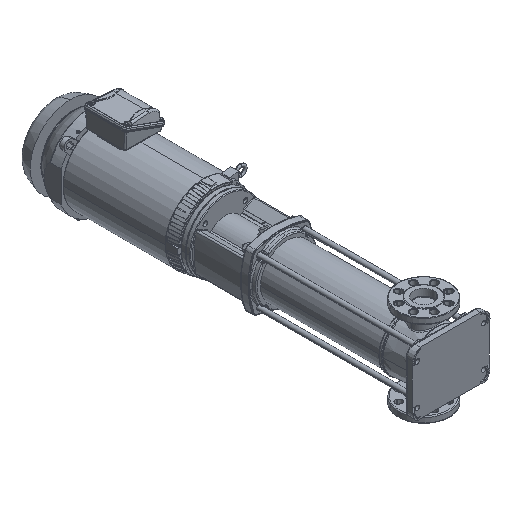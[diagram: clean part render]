
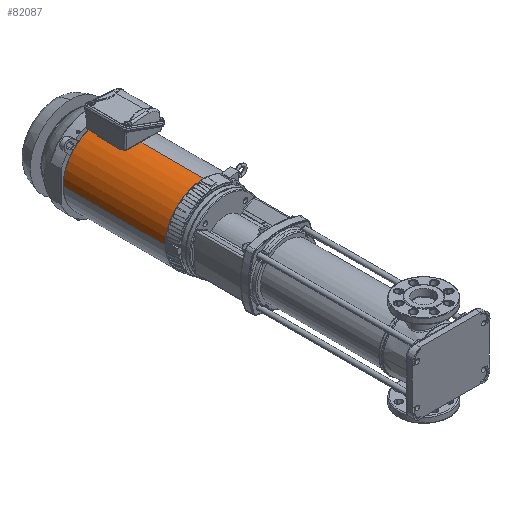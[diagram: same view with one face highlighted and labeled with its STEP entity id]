
A CAD part, isometric view. The second image highlights one B-rep face of the part: STEP entity #82087.
In plain terms, the highlighted cylindrical face has radius 124.3 mm (diameter 248.6 mm), a partial arc.
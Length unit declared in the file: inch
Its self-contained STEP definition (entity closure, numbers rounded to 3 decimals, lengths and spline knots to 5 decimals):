
#3260 = VERTEX_POINT ( 'NONE', #146833 ) ;
#12240 = CARTESIAN_POINT ( 'NONE',  ( 38.80377, -0.70914, 4.8937 ) ) ;
#18992 = CARTESIAN_POINT ( 'NONE',  ( 6.96633, -5.60284, 0.00085 ) ) ;
#20565 = ORIENTED_EDGE ( 'NONE', *, *, #91019, .T. ) ;
#25281 = DIRECTION ( 'NONE',  ( -1., 0., 0. ) ) ;
#27388 = DIRECTION ( 'NONE',  ( -1., 0., 0. ) ) ;
#33701 = DIRECTION ( 'NONE',  ( -1., 0., 0. ) ) ;
#36134 = AXIS2_PLACEMENT_3D ( 'NONE', #40515, #27388, #80817 ) ;
#36378 = CARTESIAN_POINT ( 'NONE',  ( 38.80377, -5.60284, 0.00085 ) ) ;
#37492 = CIRCLE ( 'NONE', #76728, 4.8937 ) ;
#40515 = CARTESIAN_POINT ( 'NONE',  ( 38.80377, -0.70914, 0. ) ) ;
#40756 = EDGE_CURVE ( 'NONE', #145985, #167492, #128757, .T. ) ;
#42242 = CARTESIAN_POINT ( 'NONE',  ( 6.96633, -0.70914, 4.8937 ) ) ;
#45984 = CARTESIAN_POINT ( 'NONE',  ( -6.02579, -0.70914, 0. ) ) ;
#66821 = FACE_OUTER_BOUND ( 'NONE', #170143, .T. ) ;
#68092 = ORIENTED_EDGE ( 'NONE', *, *, #40756, .T. ) ;
#69137 = VECTOR ( 'NONE', #75777, 39.37008 ) ;
#70495 = EDGE_CURVE ( 'NONE', #3260, #167492, #158552, .T. ) ;
#75777 = DIRECTION ( 'NONE',  ( -1., 0., 0. ) ) ;
#76728 = AXIS2_PLACEMENT_3D ( 'NONE', #90141, #25281, #104999 ) ;
#78973 = EDGE_CURVE ( 'NONE', #170626, #3260, #88083, .T. ) ;
#80817 = DIRECTION ( 'NONE',  ( 0., 0., 1. ) ) ;
#82087 = ADVANCED_FACE ( 'NONE', ( #66821 ), #107106, .T. ) ;
#84559 = DIRECTION ( 'NONE',  ( 0., 0., 1. ) ) ;
#88083 = LINE ( 'NONE', #36378, #69137 ) ;
#89354 = DIRECTION ( 'NONE',  ( -1., 0., 0. ) ) ;
#90141 = CARTESIAN_POINT ( 'NONE',  ( 6.96633, -0.70914, 0. ) ) ;
#91019 = EDGE_CURVE ( 'NONE', #170626, #145985, #37492, .T. ) ;
#104999 = DIRECTION ( 'NONE',  ( 0., 0., 1. ) ) ;
#107106 = CYLINDRICAL_SURFACE ( 'NONE', #36134, 4.8937 ) ;
#111180 = ORIENTED_EDGE ( 'NONE', *, *, #78973, .F. ) ;
#128757 = LINE ( 'NONE', #12240, #142246 ) ;
#135499 = ORIENTED_EDGE ( 'NONE', *, *, #70495, .F. ) ;
#142246 = VECTOR ( 'NONE', #89354, 39.37008 ) ;
#142888 = CARTESIAN_POINT ( 'NONE',  ( -6.02579, -0.70914, 4.8937 ) ) ;
#145985 = VERTEX_POINT ( 'NONE', #42242 ) ;
#146833 = CARTESIAN_POINT ( 'NONE',  ( -6.02579, -5.60284, 0.00085 ) ) ;
#155777 = AXIS2_PLACEMENT_3D ( 'NONE', #45984, #33701, #84559 ) ;
#158552 = CIRCLE ( 'NONE', #155777, 4.8937 ) ;
#167492 = VERTEX_POINT ( 'NONE', #142888 ) ;
#170143 = EDGE_LOOP ( 'NONE', ( #20565, #68092, #135499, #111180 ) ) ;
#170626 = VERTEX_POINT ( 'NONE', #18992 ) ;
